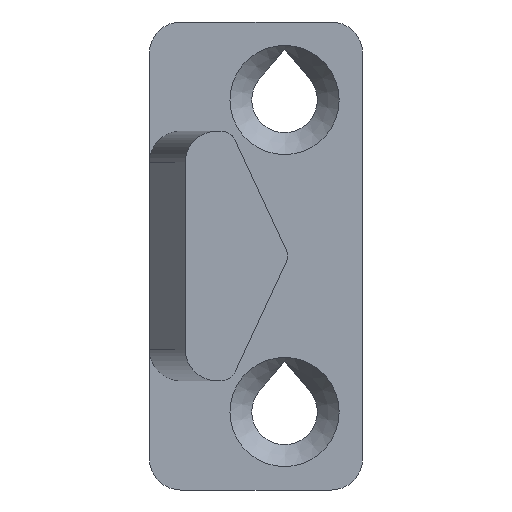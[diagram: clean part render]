
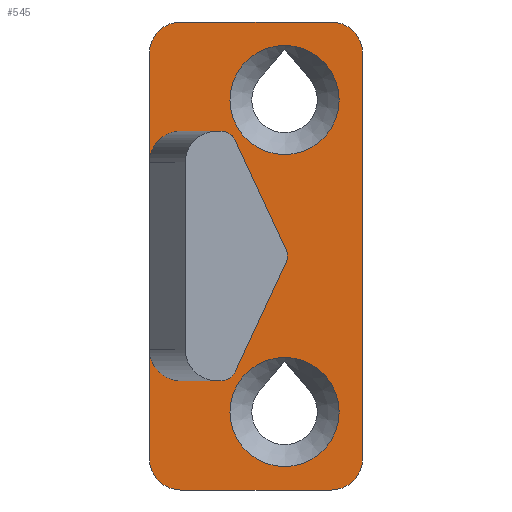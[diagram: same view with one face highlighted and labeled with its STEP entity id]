
A CAD part, left-side view. The second image highlights one B-rep face of the part: STEP entity #545.
In plain terms, the highlighted planar face has unit normal (-1, 0, 0).
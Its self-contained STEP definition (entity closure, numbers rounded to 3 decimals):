
#22=FACE_BOUND('',#106,.T.);
#23=FACE_BOUND('',#107,.T.);
#27=ELLIPSE('',#593,2.031,2.);
#32=ELLIPSE('',#601,2.031,2.);
#33=ELLIPSE('',#610,1.006,1.);
#34=ELLIPSE('',#611,1.006,1.);
#35=ELLIPSE('',#612,1.006,1.);
#41=CIRCLE('',#584,3.5);
#45=CIRCLE('',#590,3.5);
#47=CIRCLE('',#605,2.);
#48=CIRCLE('',#607,2.);
#49=CIRCLE('',#608,2.);
#50=CIRCLE('',#609,2.);
#76=FACE_OUTER_BOUND('',#105,.T.);
#105=EDGE_LOOP('',(#427,#428,#429,#430,#431,#432,#433,#434,#435,#436,#437,
#438,#439,#440,#441,#442,#443,#444));
#106=EDGE_LOOP('',(#445));
#107=EDGE_LOOP('',(#446));
#140=LINE('',#859,#189);
#147=LINE('',#884,#196);
#151=LINE('',#897,#200);
#152=LINE('',#901,#201);
#153=LINE('',#905,#202);
#154=LINE('',#908,#203);
#155=LINE('',#912,#204);
#156=LINE('',#916,#205);
#157=LINE('',#918,#206);
#189=VECTOR('',#688,10.);
#196=VECTOR('',#711,10.);
#200=VECTOR('',#723,10.);
#201=VECTOR('',#726,10.);
#202=VECTOR('',#729,10.);
#203=VECTOR('',#732,10.);
#204=VECTOR('',#735,10.);
#205=VECTOR('',#738,10.);
#206=VECTOR('',#741,10.);
#239=VERTEX_POINT('',#833);
#241=VERTEX_POINT('',#842);
#244=VERTEX_POINT('',#849);
#245=VERTEX_POINT('',#851);
#247=VERTEX_POINT('',#857);
#255=VERTEX_POINT('',#877);
#256=VERTEX_POINT('',#879);
#257=VERTEX_POINT('',#883);
#260=VERTEX_POINT('',#890);
#261=VERTEX_POINT('',#892);
#262=VERTEX_POINT('',#896);
#263=VERTEX_POINT('',#898);
#264=VERTEX_POINT('',#900);
#265=VERTEX_POINT('',#902);
#266=VERTEX_POINT('',#904);
#267=VERTEX_POINT('',#906);
#268=VERTEX_POINT('',#909);
#269=VERTEX_POINT('',#911);
#270=VERTEX_POINT('',#913);
#271=VERTEX_POINT('',#915);
#295=EDGE_CURVE('',#239,#239,#41,.T.);
#300=EDGE_CURVE('',#241,#241,#45,.T.);
#304=EDGE_CURVE('',#245,#244,#27,.T.);
#308=EDGE_CURVE('',#244,#247,#140,.T.);
#318=EDGE_CURVE('',#255,#256,#32,.F.);
#320=EDGE_CURVE('',#257,#256,#147,.T.);
#324=EDGE_CURVE('',#260,#261,#47,.T.);
#326=EDGE_CURVE('',#260,#262,#151,.T.);
#327=EDGE_CURVE('',#263,#262,#48,.T.);
#328=EDGE_CURVE('',#263,#264,#152,.T.);
#329=EDGE_CURVE('',#265,#264,#49,.T.);
#330=EDGE_CURVE('',#266,#265,#153,.T.);
#331=EDGE_CURVE('',#267,#266,#50,.T.);
#332=EDGE_CURVE('',#267,#245,#154,.T.);
#333=EDGE_CURVE('',#247,#268,#33,.T.);
#334=EDGE_CURVE('',#268,#269,#155,.T.);
#335=EDGE_CURVE('',#269,#270,#34,.T.);
#336=EDGE_CURVE('',#270,#271,#156,.T.);
#337=EDGE_CURVE('',#271,#257,#35,.T.);
#338=EDGE_CURVE('',#255,#261,#157,.T.);
#427=ORIENTED_EDGE('',*,*,#324,.F.);
#428=ORIENTED_EDGE('',*,*,#326,.T.);
#429=ORIENTED_EDGE('',*,*,#327,.F.);
#430=ORIENTED_EDGE('',*,*,#328,.T.);
#431=ORIENTED_EDGE('',*,*,#329,.F.);
#432=ORIENTED_EDGE('',*,*,#330,.F.);
#433=ORIENTED_EDGE('',*,*,#331,.F.);
#434=ORIENTED_EDGE('',*,*,#332,.T.);
#435=ORIENTED_EDGE('',*,*,#304,.T.);
#436=ORIENTED_EDGE('',*,*,#308,.T.);
#437=ORIENTED_EDGE('',*,*,#333,.T.);
#438=ORIENTED_EDGE('',*,*,#334,.T.);
#439=ORIENTED_EDGE('',*,*,#335,.T.);
#440=ORIENTED_EDGE('',*,*,#336,.T.);
#441=ORIENTED_EDGE('',*,*,#337,.T.);
#442=ORIENTED_EDGE('',*,*,#320,.T.);
#443=ORIENTED_EDGE('',*,*,#318,.F.);
#444=ORIENTED_EDGE('',*,*,#338,.T.);
#445=ORIENTED_EDGE('',*,*,#300,.T.);
#446=ORIENTED_EDGE('',*,*,#295,.T.);
#522=PLANE('',#606);
#545=ADVANCED_FACE('',(#76,#22,#23),#522,.F.);
#584=AXIS2_PLACEMENT_3D('',#834,#660,#661);
#590=AXIS2_PLACEMENT_3D('',#843,#673,#674);
#593=AXIS2_PLACEMENT_3D('',#852,#681,#682);
#601=AXIS2_PLACEMENT_3D('',#880,#706,#707);
#605=AXIS2_PLACEMENT_3D('',#893,#718,#719);
#606=AXIS2_PLACEMENT_3D('',#895,#721,#722);
#607=AXIS2_PLACEMENT_3D('',#899,#724,#725);
#608=AXIS2_PLACEMENT_3D('',#903,#727,#728);
#609=AXIS2_PLACEMENT_3D('',#907,#730,#731);
#610=AXIS2_PLACEMENT_3D('',#910,#733,#734);
#611=AXIS2_PLACEMENT_3D('',#914,#736,#737);
#612=AXIS2_PLACEMENT_3D('',#917,#739,#740);
#660=DIRECTION('center_axis',(1.,0.,0.));
#661=DIRECTION('ref_axis',(0.,0.,1.));
#673=DIRECTION('center_axis',(1.,0.,0.));
#674=DIRECTION('ref_axis',(0.,0.,1.));
#681=DIRECTION('center_axis',(1.,0.,0.));
#682=DIRECTION('ref_axis',(0.,1.,0.));
#688=DIRECTION('',(0.,-1.,0.));
#706=DIRECTION('center_axis',(1.,0.,0.));
#707=DIRECTION('ref_axis',(0.,1.,0.));
#711=DIRECTION('',(0.,1.,0.));
#718=DIRECTION('center_axis',(1.,0.,0.));
#719=DIRECTION('ref_axis',(0.,0.707,-0.707));
#721=DIRECTION('center_axis',(1.,0.,0.));
#722=DIRECTION('ref_axis',(0.,0.,1.));
#723=DIRECTION('',(0.,-1.,0.));
#724=DIRECTION('center_axis',(1.,0.,0.));
#725=DIRECTION('ref_axis',(0.,-0.707,-0.707));
#726=DIRECTION('',(0.,0.,1.));
#727=DIRECTION('center_axis',(1.,0.,0.));
#728=DIRECTION('ref_axis',(0.,-0.707,0.707));
#729=DIRECTION('',(0.,-1.,0.));
#730=DIRECTION('center_axis',(1.,0.,0.));
#731=DIRECTION('ref_axis',(0.,0.707,0.707));
#732=DIRECTION('',(0.,0.,-1.));
#733=DIRECTION('center_axis',(1.,0.,0.));
#734=DIRECTION('ref_axis',(0.,1.,0.));
#735=DIRECTION('',(0.,-0.423,-0.906));
#736=DIRECTION('center_axis',(1.,0.,0.));
#737=DIRECTION('ref_axis',(0.,1.,0.));
#738=DIRECTION('',(0.,0.423,-0.906));
#739=DIRECTION('center_axis',(1.,0.,0.));
#740=DIRECTION('ref_axis',(0.,1.,0.));
#741=DIRECTION('',(0.,0.,-1.));
#833=CARTESIAN_POINT('',(-17.,-2.,-2.5));
#834=CARTESIAN_POINT('Origin',(-17.,-2.,1.));
#842=CARTESIAN_POINT('',(-17.,-2.,17.5));
#843=CARTESIAN_POINT('Origin',(-17.,-2.,21.));
#849=CARTESIAN_POINT('',(-17.,4.63,19.));
#851=CARTESIAN_POINT('',(-17.,6.661,17.));
#852=CARTESIAN_POINT('Origin',(-17.,4.63,17.));
#857=CARTESIAN_POINT('',(-17.,4.373,19.));
#859=CARTESIAN_POINT('',(-17.,2.102,19.));
#877=CARTESIAN_POINT('',(-17.,6.661,5.));
#879=CARTESIAN_POINT('',(-17.,4.63,3.));
#880=CARTESIAN_POINT('Origin',(-17.,4.63,5.));
#883=CARTESIAN_POINT('',(-17.,4.373,3.));
#884=CARTESIAN_POINT('',(-17.,3.246,3.));
#890=CARTESIAN_POINT('',(-17.,4.661,-4.));
#892=CARTESIAN_POINT('',(-17.,6.661,-2.));
#893=CARTESIAN_POINT('Origin',(-17.,4.661,-2.));
#895=CARTESIAN_POINT('Origin',(-17.,-0.169,11.));
#896=CARTESIAN_POINT('',(-17.,-5.,-4.));
#897=CARTESIAN_POINT('',(-17.,-5.,-4.));
#898=CARTESIAN_POINT('',(-17.,-7.,-2.));
#899=CARTESIAN_POINT('Origin',(-17.,-5.,-2.));
#900=CARTESIAN_POINT('',(-17.,-7.,24.));
#901=CARTESIAN_POINT('',(-17.,-7.,24.));
#902=CARTESIAN_POINT('',(-17.,-5.,26.));
#903=CARTESIAN_POINT('Origin',(-17.,-5.,24.));
#904=CARTESIAN_POINT('',(-17.,4.661,26.));
#905=CARTESIAN_POINT('',(-17.,-5.,26.));
#906=CARTESIAN_POINT('',(-17.,6.661,24.));
#907=CARTESIAN_POINT('Origin',(-17.,4.661,24.));
#908=CARTESIAN_POINT('',(-17.,6.661,26.));
#909=CARTESIAN_POINT('',(-17.,3.46,18.421));
#910=CARTESIAN_POINT('Origin',(-17.,4.373,18.));
#911=CARTESIAN_POINT('',(-17.,0.196,11.421));
#912=CARTESIAN_POINT('',(-17.,0.083,11.178));
#913=CARTESIAN_POINT('',(-17.,0.196,10.579));
#914=CARTESIAN_POINT('Origin',(-17.,1.108,11.));
#915=CARTESIAN_POINT('',(-17.,3.46,3.579));
#916=CARTESIAN_POINT('',(-17.,1.715,7.322));
#917=CARTESIAN_POINT('Origin',(-17.,4.373,4.));
#918=CARTESIAN_POINT('',(-17.,6.661,26.));
